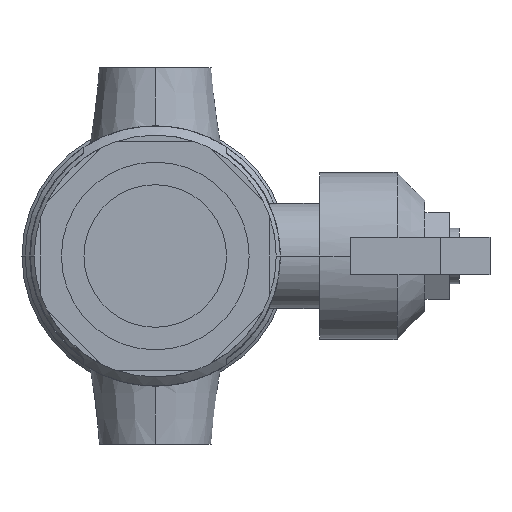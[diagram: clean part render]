
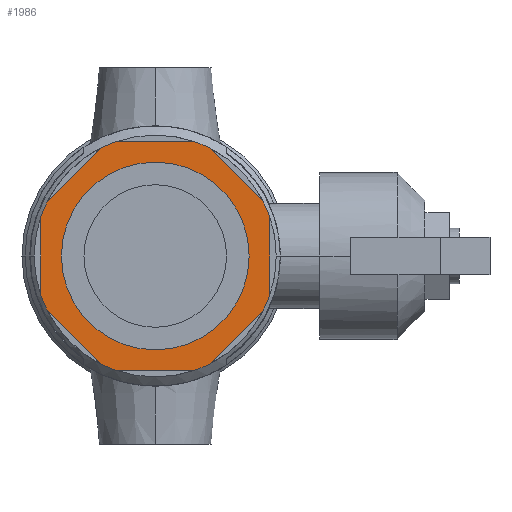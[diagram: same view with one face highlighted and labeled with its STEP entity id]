
A CAD part, left-side view. The second image highlights one B-rep face of the part: STEP entity #1986.
In plain terms, the highlighted planar face has unit normal (-1, 0, 0).
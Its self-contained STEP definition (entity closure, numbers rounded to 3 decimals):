
#475=DIRECTION('',(0.,0.,-1.));
#476=VECTOR('',#475,12.329);
#477=CARTESIAN_POINT('',(-49.,18.5,6.164));
#478=LINE('',#477,#476);
#479=DIRECTION('',(0.,-0.707,0.707));
#480=VECTOR('',#479,12.329);
#481=CARTESIAN_POINT('',(-49.,17.44,8.723));
#482=LINE('',#481,#480);
#483=CARTESIAN_POINT('',(-49.,0.,0.));
#484=DIRECTION('',(1.,0.,0.));
#485=DIRECTION('',(0.,0.447,0.894));
#486=AXIS2_PLACEMENT_3D('',#483,#484,#485);
#488=CARTESIAN_POINT('',(-49.,0.,0.));
#489=DIRECTION('',(1.,0.,0.));
#490=DIRECTION('',(0.,-0.316,0.949));
#491=AXIS2_PLACEMENT_3D('',#488,#489,#490);
#493=DIRECTION('',(0.,-0.707,-0.707));
#494=VECTOR('',#493,12.329);
#495=CARTESIAN_POINT('',(-49.,-8.723,17.44));
#496=LINE('',#495,#494);
#497=CARTESIAN_POINT('',(-49.,0.,0.));
#498=DIRECTION('',(1.,0.,0.));
#499=DIRECTION('',(0.,-0.894,0.447));
#500=AXIS2_PLACEMENT_3D('',#497,#498,#499);
#502=CARTESIAN_POINT('',(-49.,0.,0.));
#503=DIRECTION('',(1.,0.,0.));
#504=DIRECTION('',(0.,-0.949,-0.316));
#505=AXIS2_PLACEMENT_3D('',#502,#503,#504);
#507=DIRECTION('',(0.,0.707,-0.707));
#508=VECTOR('',#507,12.329);
#509=CARTESIAN_POINT('',(-49.,-17.44,-8.723));
#510=LINE('',#509,#508);
#511=CARTESIAN_POINT('',(-49.,0.,0.));
#512=DIRECTION('',(1.,0.,0.));
#513=DIRECTION('',(0.,-0.447,-0.894));
#514=AXIS2_PLACEMENT_3D('',#511,#512,#513);
#516=CARTESIAN_POINT('',(-49.,0.,0.));
#517=DIRECTION('',(1.,0.,0.));
#518=DIRECTION('',(0.,0.316,-0.949));
#519=AXIS2_PLACEMENT_3D('',#516,#517,#518);
#521=DIRECTION('',(0.,0.707,0.707));
#522=VECTOR('',#521,12.329);
#523=CARTESIAN_POINT('',(-49.,8.723,-17.44));
#524=LINE('',#523,#522);
#525=CARTESIAN_POINT('',(-49.,0.,0.));
#526=DIRECTION('',(1.,0.,0.));
#527=DIRECTION('',(0.,0.894,-0.447));
#528=AXIS2_PLACEMENT_3D('',#525,#526,#527);
#530=CARTESIAN_POINT('',(-49.,0.,0.));
#531=DIRECTION('',(1.,0.,0.));
#532=DIRECTION('',(0.,0.949,0.316));
#533=AXIS2_PLACEMENT_3D('',#530,#531,#532);
#535=CARTESIAN_POINT('',(-49.,0.,0.));
#536=DIRECTION('',(-1.,0.,0.));
#537=DIRECTION('',(0.,1.,0.));
#538=AXIS2_PLACEMENT_3D('',#535,#536,#537);
#540=CARTESIAN_POINT('',(-49.,0.,0.));
#541=DIRECTION('',(-1.,0.,0.));
#542=DIRECTION('',(0.,-1.,0.));
#543=AXIS2_PLACEMENT_3D('',#540,#541,#542);
#554=DIRECTION('',(0.,1.,0.));
#555=VECTOR('',#554,12.329);
#556=CARTESIAN_POINT('',(-49.,-6.164,18.5));
#557=LINE('',#556,#555);
#576=DIRECTION('',(0.,0.,1.));
#577=VECTOR('',#576,12.329);
#578=CARTESIAN_POINT('',(-49.,-18.5,-6.164));
#579=LINE('',#578,#577);
#589=DIRECTION('',(0.,-1.,0.));
#590=VECTOR('',#589,12.329);
#591=CARTESIAN_POINT('',(-49.,6.164,-18.5));
#592=LINE('',#591,#590);
#1260=CARTESIAN_POINT('',(-49.,18.5,-6.164));
#1261=VERTEX_POINT('',#1260);
#1262=CARTESIAN_POINT('',(-49.,17.44,-8.723));
#1263=VERTEX_POINT('',#1262);
#1268=CARTESIAN_POINT('',(-49.,8.723,-17.44));
#1269=VERTEX_POINT('',#1268);
#1270=CARTESIAN_POINT('',(-49.,6.164,-18.5));
#1271=VERTEX_POINT('',#1270);
#1276=CARTESIAN_POINT('',(-49.,-6.164,-18.5));
#1277=VERTEX_POINT('',#1276);
#1278=CARTESIAN_POINT('',(-49.,-8.723,-17.44));
#1279=VERTEX_POINT('',#1278);
#1284=CARTESIAN_POINT('',(-49.,-17.44,-8.723));
#1285=VERTEX_POINT('',#1284);
#1286=CARTESIAN_POINT('',(-49.,-18.5,-6.164));
#1287=VERTEX_POINT('',#1286);
#1304=CARTESIAN_POINT('',(-49.,-18.5,6.164));
#1305=VERTEX_POINT('',#1304);
#1306=CARTESIAN_POINT('',(-49.,-17.44,8.723));
#1307=VERTEX_POINT('',#1306);
#1308=CARTESIAN_POINT('',(-49.,-8.723,17.44));
#1309=VERTEX_POINT('',#1308);
#1310=CARTESIAN_POINT('',(-49.,-6.164,18.5));
#1311=VERTEX_POINT('',#1310);
#1312=CARTESIAN_POINT('',(-49.,6.164,18.5));
#1313=VERTEX_POINT('',#1312);
#1314=CARTESIAN_POINT('',(-49.,8.723,17.44));
#1315=VERTEX_POINT('',#1314);
#1316=CARTESIAN_POINT('',(-49.,17.44,8.723));
#1317=VERTEX_POINT('',#1316);
#1318=CARTESIAN_POINT('',(-49.,18.5,6.164));
#1319=VERTEX_POINT('',#1318);
#1320=CARTESIAN_POINT('',(-49.,15.145,0.));
#1321=CARTESIAN_POINT('',(-49.,-15.145,0.));
#1322=VERTEX_POINT('',#1320);
#1323=VERTEX_POINT('',#1321);
#1950=CARTESIAN_POINT('',(-49.,0.,0.));
#1951=DIRECTION('',(1.,0.,0.));
#1952=DIRECTION('',(0.,-1.,0.));
#1953=AXIS2_PLACEMENT_3D('',#1950,#1951,#1952);
#1954=PLANE('',#1953);
#1956=ORIENTED_EDGE('',*,*,#1955,.T.);
#1957=ORIENTED_EDGE('',*,*,#1910,.T.);
#1959=ORIENTED_EDGE('',*,*,#1958,.F.);
#1960=ORIENTED_EDGE('',*,*,#1902,.T.);
#1962=ORIENTED_EDGE('',*,*,#1961,.T.);
#1963=ORIENTED_EDGE('',*,*,#1894,.T.);
#1965=ORIENTED_EDGE('',*,*,#1964,.F.);
#1966=ORIENTED_EDGE('',*,*,#1861,.T.);
#1968=ORIENTED_EDGE('',*,*,#1967,.T.);
#1969=ORIENTED_EDGE('',*,*,#1853,.T.);
#1971=ORIENTED_EDGE('',*,*,#1970,.F.);
#1972=ORIENTED_EDGE('',*,*,#1845,.T.);
#1974=ORIENTED_EDGE('',*,*,#1973,.T.);
#1975=ORIENTED_EDGE('',*,*,#1837,.T.);
#1976=ORIENTED_EDGE('',*,*,#1943,.F.);
#1977=ORIENTED_EDGE('',*,*,#1918,.T.);
#1978=EDGE_LOOP('',(#1956,#1957,#1959,#1960,#1962,#1963,#1965,#1966,#1968,#1969,
#1971,#1972,#1974,#1975,#1976,#1977));
#1979=FACE_OUTER_BOUND('',#1978,.F.);
#1981=ORIENTED_EDGE('',*,*,#1980,.T.);
#1983=ORIENTED_EDGE('',*,*,#1982,.T.);
#1984=EDGE_LOOP('',(#1981,#1983));
#1985=FACE_BOUND('',#1984,.F.);
#1986=ADVANCED_FACE('',(#1979,#1985),#1954,.F.);
#487=CIRCLE('',#486,19.5);
#492=CIRCLE('',#491,19.5);
#501=CIRCLE('',#500,19.5);
#506=CIRCLE('',#505,19.5);
#515=CIRCLE('',#514,19.5);
#520=CIRCLE('',#519,19.5);
#529=CIRCLE('',#528,19.5);
#534=CIRCLE('',#533,19.5);
#539=CIRCLE('',#538,15.145);
#544=CIRCLE('',#543,15.145);
#1837=EDGE_CURVE('',#1263,#1261,#529,.T.);
#1845=EDGE_CURVE('',#1271,#1269,#520,.T.);
#1853=EDGE_CURVE('',#1279,#1277,#515,.T.);
#1861=EDGE_CURVE('',#1287,#1285,#506,.T.);
#1894=EDGE_CURVE('',#1307,#1305,#501,.T.);
#1902=EDGE_CURVE('',#1311,#1309,#492,.T.);
#1910=EDGE_CURVE('',#1315,#1313,#487,.T.);
#1918=EDGE_CURVE('',#1319,#1317,#534,.T.);
#1943=EDGE_CURVE('',#1319,#1261,#478,.T.);
#1955=EDGE_CURVE('',#1317,#1315,#482,.T.);
#1958=EDGE_CURVE('',#1311,#1313,#557,.T.);
#1961=EDGE_CURVE('',#1309,#1307,#496,.T.);
#1964=EDGE_CURVE('',#1287,#1305,#579,.T.);
#1967=EDGE_CURVE('',#1285,#1279,#510,.T.);
#1970=EDGE_CURVE('',#1271,#1277,#592,.T.);
#1973=EDGE_CURVE('',#1269,#1263,#524,.T.);
#1980=EDGE_CURVE('',#1322,#1323,#539,.T.);
#1982=EDGE_CURVE('',#1323,#1322,#544,.T.);
